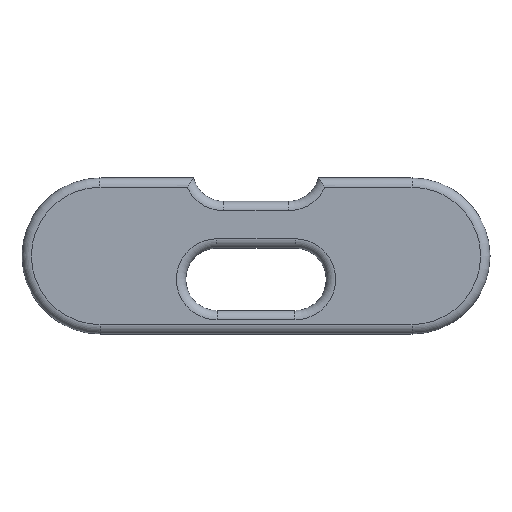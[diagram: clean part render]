
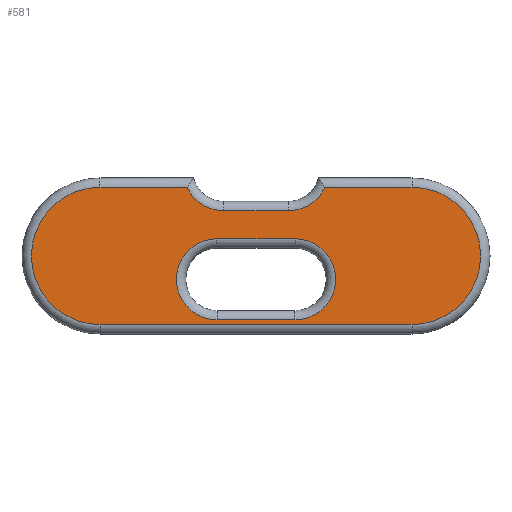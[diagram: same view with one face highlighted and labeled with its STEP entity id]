
A CAD part, top view. The second image highlights one B-rep face of the part: STEP entity #581.
In plain terms, the highlighted planar face has unit normal (0, 0, 1).
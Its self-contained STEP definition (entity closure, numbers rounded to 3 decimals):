
#16=FACE_BOUND('',#183,.T.);
#22=PLANE('',#670);
#49=LINE('',#1023,#85);
#50=LINE('',#1060,#86);
#51=LINE('',#1073,#87);
#53=LINE('',#1081,#89);
#55=LINE('',#1087,#91);
#56=LINE('',#1091,#92);
#85=VECTOR('',#805,10.);
#86=VECTOR('',#816,10.);
#87=VECTOR('',#833,10.);
#89=VECTOR('',#845,10.);
#91=VECTOR('',#851,10.);
#92=VECTOR('',#854,10.);
#143=FACE_OUTER_BOUND('',#182,.T.);
#182=EDGE_LOOP('',(#493,#494,#495,#496,#497,#498,#499,#500));
#183=EDGE_LOOP('',(#501,#502,#503,#504));
#224=CIRCLE('',#653,2.6);
#226=CIRCLE('',#657,2.6);
#228=CIRCLE('',#660,4.4);
#232=CIRCLE('',#666,4.4);
#234=CIRCLE('',#671,2.6);
#235=CIRCLE('',#672,2.6);
#274=VERTEX_POINT('',#1020);
#275=VERTEX_POINT('',#1022);
#276=VERTEX_POINT('',#1039);
#277=VERTEX_POINT('',#1041);
#278=VERTEX_POINT('',#1058);
#280=VERTEX_POINT('',#1065);
#282=VERTEX_POINT('',#1071);
#283=VERTEX_POINT('',#1076);
#284=VERTEX_POINT('',#1085);
#285=VERTEX_POINT('',#1086);
#286=VERTEX_POINT('',#1088);
#287=VERTEX_POINT('',#1090);
#341=EDGE_CURVE('',#274,#275,#49,.T.);
#344=EDGE_CURVE('',#276,#277,#224,.T.);
#347=EDGE_CURVE('',#278,#276,#50,.T.);
#348=EDGE_CURVE('',#275,#278,#226,.T.);
#350=EDGE_CURVE('',#280,#274,#228,.T.);
#353=EDGE_CURVE('',#282,#280,#51,.T.);
#356=EDGE_CURVE('',#283,#282,#232,.T.);
#358=EDGE_CURVE('',#277,#283,#53,.T.);
#360=EDGE_CURVE('',#284,#285,#55,.T.);
#361=EDGE_CURVE('',#286,#284,#234,.T.);
#362=EDGE_CURVE('',#287,#286,#56,.T.);
#363=EDGE_CURVE('',#285,#287,#235,.T.);
#493=ORIENTED_EDGE('',*,*,#344,.F.);
#494=ORIENTED_EDGE('',*,*,#347,.F.);
#495=ORIENTED_EDGE('',*,*,#348,.F.);
#496=ORIENTED_EDGE('',*,*,#341,.F.);
#497=ORIENTED_EDGE('',*,*,#350,.F.);
#498=ORIENTED_EDGE('',*,*,#353,.F.);
#499=ORIENTED_EDGE('',*,*,#356,.F.);
#500=ORIENTED_EDGE('',*,*,#358,.F.);
#501=ORIENTED_EDGE('',*,*,#360,.F.);
#502=ORIENTED_EDGE('',*,*,#361,.F.);
#503=ORIENTED_EDGE('',*,*,#362,.F.);
#504=ORIENTED_EDGE('',*,*,#363,.F.);
#581=ADVANCED_FACE('',(#143,#16),#22,.T.);
#653=AXIS2_PLACEMENT_3D('',#1042,#810,#811);
#657=AXIS2_PLACEMENT_3D('',#1062,#819,#820);
#660=AXIS2_PLACEMENT_3D('',#1067,#825,#826);
#666=AXIS2_PLACEMENT_3D('',#1078,#839,#840);
#670=AXIS2_PLACEMENT_3D('',#1084,#849,#850);
#671=AXIS2_PLACEMENT_3D('',#1089,#852,#853);
#672=AXIS2_PLACEMENT_3D('',#1092,#855,#856);
#805=DIRECTION('',(1.,0.,0.));
#810=DIRECTION('center_axis',(0.,0.,1.));
#811=DIRECTION('ref_axis',(0.612,-0.791,0.));
#816=DIRECTION('',(1.,0.,0.));
#819=DIRECTION('center_axis',(0.,0.,1.));
#820=DIRECTION('ref_axis',(-0.612,-0.791,0.));
#825=DIRECTION('center_axis',(0.,0.,-1.));
#826=DIRECTION('ref_axis',(-1.,0.,0.));
#833=DIRECTION('',(-1.,0.,0.));
#839=DIRECTION('center_axis',(0.,0.,-1.));
#840=DIRECTION('ref_axis',(1.,0.,0.));
#845=DIRECTION('',(1.,0.,0.));
#849=DIRECTION('center_axis',(0.,0.,1.));
#850=DIRECTION('ref_axis',(1.,0.,0.));
#851=DIRECTION('',(-1.,0.,0.));
#852=DIRECTION('center_axis',(0.,0.,1.));
#853=DIRECTION('ref_axis',(1.,0.,0.));
#854=DIRECTION('',(1.,0.,0.));
#855=DIRECTION('center_axis',(0.,0.,1.));
#856=DIRECTION('ref_axis',(-1.,0.,0.));
#1020=CARTESIAN_POINT('',(-10.,4.4,3.));
#1022=CARTESIAN_POINT('',(-4.419,4.4,3.));
#1023=CARTESIAN_POINT('',(-2.,4.4,3.));
#1039=CARTESIAN_POINT('',(2.064,2.9,3.));
#1041=CARTESIAN_POINT('',(4.419,4.4,3.));
#1042=CARTESIAN_POINT('Origin',(2.064,5.5,3.));
#1058=CARTESIAN_POINT('',(-2.064,2.9,3.));
#1060=CARTESIAN_POINT('',(1.032,2.9,3.));
#1062=CARTESIAN_POINT('Origin',(-2.064,5.5,3.));
#1065=CARTESIAN_POINT('',(-10.,-4.4,3.));
#1067=CARTESIAN_POINT('Origin',(-10.,0.,3.));
#1071=CARTESIAN_POINT('',(10.,-4.4,3.));
#1073=CARTESIAN_POINT('',(-5.,-4.4,3.));
#1076=CARTESIAN_POINT('',(10.,4.4,3.));
#1078=CARTESIAN_POINT('Origin',(10.,0.,3.));
#1081=CARTESIAN_POINT('',(5.,4.4,3.));
#1084=CARTESIAN_POINT('Origin',(0.,0.,
3.));
#1085=CARTESIAN_POINT('',(2.5,1.1,3.));
#1086=CARTESIAN_POINT('',(-2.5,1.1,3.));
#1087=CARTESIAN_POINT('',(-1.25,1.1,3.));
#1088=CARTESIAN_POINT('',(2.5,-4.1,3.));
#1089=CARTESIAN_POINT('Origin',(2.5,-1.5,3.));
#1090=CARTESIAN_POINT('',(-2.5,-4.1,3.));
#1091=CARTESIAN_POINT('',(1.25,-4.1,3.));
#1092=CARTESIAN_POINT('Origin',(-2.5,-1.5,3.));
